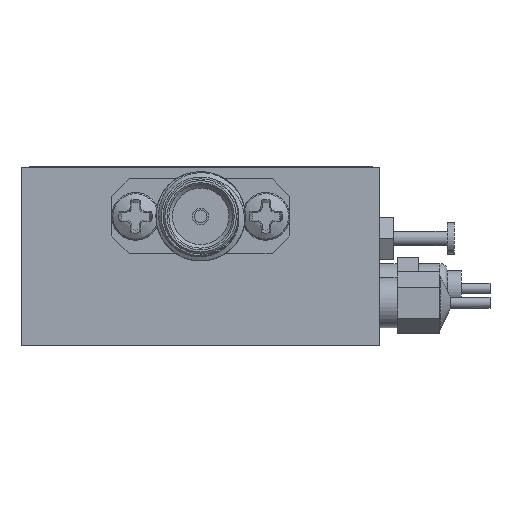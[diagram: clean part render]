
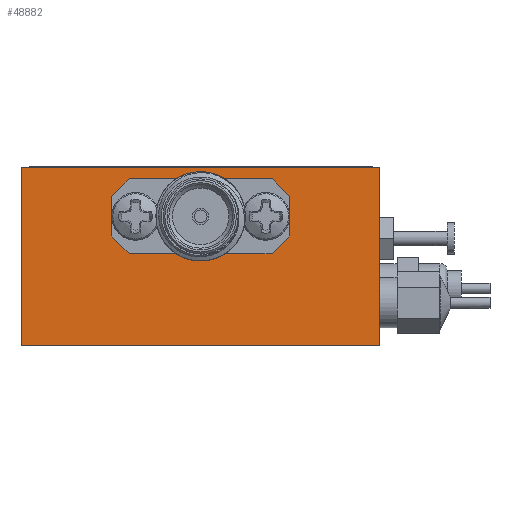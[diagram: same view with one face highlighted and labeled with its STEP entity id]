
A CAD part, left-side view. The second image highlights one B-rep face of the part: STEP entity #48882.
In plain terms, the highlighted planar face has unit normal (-1, 0, 0).
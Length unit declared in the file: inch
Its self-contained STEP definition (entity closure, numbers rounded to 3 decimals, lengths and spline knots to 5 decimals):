
#573 = VECTOR ( 'NONE', #48288, 39.37008 ) ;
#1407 = CARTESIAN_POINT ( 'NONE',  ( -0.5, -0.25, 0.167 ) ) ;
#5806 = DIRECTION ( 'NONE',  ( 0., 0., -1. ) ) ;
#6783 = VECTOR ( 'NONE', #85741, 39.37008 ) ;
#9058 = CARTESIAN_POINT ( 'NONE',  ( -0.5, -0.5, 0.25 ) ) ;
#9568 = PLANE ( 'NONE',  #12562 ) ;
#10588 = FACE_OUTER_BOUND ( 'NONE', #15214, .T. ) ;
#11916 = VECTOR ( 'NONE', #59080, 39.37008 ) ;
#12562 = AXIS2_PLACEMENT_3D ( 'NONE', #9058, #50022, #73867 ) ;
#13685 = VERTEX_POINT ( 'NONE', #85484 ) ;
#15214 = EDGE_LOOP ( 'NONE', ( #38301, #41953, #74150, #36270 ) ) ;
#16007 = VECTOR ( 'NONE', #5806, 39.37008 ) ;
#16449 = VECTOR ( 'NONE', #43821, 39.37008 ) ;
#16532 = VECTOR ( 'NONE', #55976, 39.37008 ) ;
#17092 = CARTESIAN_POINT ( 'NONE',  ( -0.5, 0.25, 0.167 ) ) ;
#20861 = LINE ( 'NONE', #29663, #102487 ) ;
#21789 = VERTEX_POINT ( 'NONE', #60231 ) ;
#22435 = CARTESIAN_POINT ( 'NONE',  ( -0.5, 0.5, 0.25 ) ) ;
#23478 = EDGE_CURVE ( 'NONE', #46065, #88543, #80328, .T. ) ;
#23492 = CARTESIAN_POINT ( 'NONE',  ( -0.5, -0.5, -0.25 ) ) ;
#26001 = ORIENTED_EDGE ( 'NONE', *, *, #39784, .T. ) ;
#26003 = VECTOR ( 'NONE', #99517, 39.37008 ) ;
#26360 = CARTESIAN_POINT ( 'NONE',  ( -0.5, -0.5, 0.25 ) ) ;
#27441 = CARTESIAN_POINT ( 'NONE',  ( -0.5, -0.25, 0.112 ) ) ;
#28108 = CARTESIAN_POINT ( 'NONE',  ( -0.5, 0.2, 0.217 ) ) ;
#28209 = EDGE_CURVE ( 'NONE', #41103, #46065, #55801, .T. ) ;
#29663 = CARTESIAN_POINT ( 'NONE',  ( -0.5, -0.5, -0.25 ) ) ;
#30023 = CARTESIAN_POINT ( 'NONE',  ( -0.5, 0.25, 0.112 ) ) ;
#30264 = CARTESIAN_POINT ( 'NONE',  ( -0.5, 0.2, 0.007 ) ) ;
#30858 = ORIENTED_EDGE ( 'NONE', *, *, #90509, .T. ) ;
#33481 = CARTESIAN_POINT ( 'NONE',  ( -0.5, 0.25, 0.167 ) ) ;
#33976 = LINE ( 'NONE', #33481, #92763 ) ;
#34295 = CARTESIAN_POINT ( 'NONE',  ( -0.5, -0.5, 0.25 ) ) ;
#34789 = CARTESIAN_POINT ( 'NONE',  ( -0.5, -0.2, 0.007 ) ) ;
#35988 = ORIENTED_EDGE ( 'NONE', *, *, #78866, .T. ) ;
#36270 = ORIENTED_EDGE ( 'NONE', *, *, #53380, .T. ) ;
#37139 = DIRECTION ( 'NONE',  ( 0., -1., 0. ) ) ;
#37647 = CARTESIAN_POINT ( 'NONE',  ( -0.5, 0., 0.217 ) ) ;
#37975 = EDGE_CURVE ( 'NONE', #70018, #84588, #91734, .T. ) ;
#38301 = ORIENTED_EDGE ( 'NONE', *, *, #83561, .T. ) ;
#38695 = VERTEX_POINT ( 'NONE', #28108 ) ;
#39784 = EDGE_CURVE ( 'NONE', #97619, #21789, #88708, .T. ) ;
#40430 = CARTESIAN_POINT ( 'NONE',  ( -0.5, -0.25, 0.057 ) ) ;
#41103 = VERTEX_POINT ( 'NONE', #98909 ) ;
#41953 = ORIENTED_EDGE ( 'NONE', *, *, #23478, .F. ) ;
#42780 = LINE ( 'NONE', #65620, #16449 ) ;
#43821 = DIRECTION ( 'NONE',  ( 0., -0.707, -0.707 ) ) ;
#46065 = VERTEX_POINT ( 'NONE', #34295 ) ;
#46339 = VERTEX_POINT ( 'NONE', #17092 ) ;
#46365 = VECTOR ( 'NONE', #37139, 39.37008 ) ;
#47322 = LINE ( 'NONE', #22435, #16007 ) ;
#47378 = ORIENTED_EDGE ( 'NONE', *, *, #91943, .T. ) ;
#48080 = ORIENTED_EDGE ( 'NONE', *, *, #37975, .T. ) ;
#48288 = DIRECTION ( 'NONE',  ( 0., 1., 0. ) ) ;
#48882 = ADVANCED_FACE ( 'NONE', ( #10588, #72352 ), #9568, .F. ) ;
#50022 = DIRECTION ( 'NONE',  ( 1., 0., 0. ) ) ;
#50526 = EDGE_LOOP ( 'NONE', ( #89954, #48080, #68629, #26001, #47378, #35988, #30858, #52693 ) ) ;
#52693 = ORIENTED_EDGE ( 'NONE', *, *, #60401, .T. ) ;
#53380 = EDGE_CURVE ( 'NONE', #41103, #13685, #47322, .T. ) ;
#53749 = DIRECTION ( 'NONE',  ( 0., -1., 0. ) ) ;
#54259 = CARTESIAN_POINT ( 'NONE',  ( -0.5, -0.5, 0.25 ) ) ;
#55801 = LINE ( 'NONE', #54259, #61183 ) ;
#55976 = DIRECTION ( 'NONE',  ( 0., 0., -1. ) ) ;
#59080 = DIRECTION ( 'NONE',  ( 0., 0., -1. ) ) ;
#60104 = CARTESIAN_POINT ( 'NONE',  ( -0.5, -0.2, 0.217 ) ) ;
#60231 = CARTESIAN_POINT ( 'NONE',  ( -0.5, 0.2, 0.007 ) ) ;
#60401 = EDGE_CURVE ( 'NONE', #38695, #62446, #76558, .T. ) ;
#61183 = VECTOR ( 'NONE', #53749, 39.37008 ) ;
#61296 = DIRECTION ( 'NONE',  ( 0., -1., 0. ) ) ;
#62446 = VERTEX_POINT ( 'NONE', #60104 ) ;
#64250 = CARTESIAN_POINT ( 'NONE',  ( -0.5, -0.25, 0.057 ) ) ;
#64346 = CARTESIAN_POINT ( 'NONE',  ( -0.5, 0., 0.007 ) ) ;
#65598 = DIRECTION ( 'NONE',  ( 0., -0.707, 0.707 ) ) ;
#65620 = CARTESIAN_POINT ( 'NONE',  ( -0.5, -0.2, 0.217 ) ) ;
#68395 = VECTOR ( 'NONE', #95897, 39.37008 ) ;
#68629 = ORIENTED_EDGE ( 'NONE', *, *, #95867, .T. ) ;
#70018 = VERTEX_POINT ( 'NONE', #1407 ) ;
#72352 = FACE_BOUND ( 'NONE', #50526, .T. ) ;
#73867 = DIRECTION ( 'NONE',  ( 0., 1., 0. ) ) ;
#74150 = ORIENTED_EDGE ( 'NONE', *, *, #28209, .F. ) ;
#76558 = LINE ( 'NONE', #37647, #46365 ) ;
#78866 = EDGE_CURVE ( 'NONE', #80379, #46339, #101049, .T. ) ;
#80328 = LINE ( 'NONE', #26360, #16532 ) ;
#80379 = VERTEX_POINT ( 'NONE', #94439 ) ;
#83561 = EDGE_CURVE ( 'NONE', #13685, #88543, #20861, .T. ) ;
#83889 = EDGE_CURVE ( 'NONE', #62446, #70018, #42780, .T. ) ;
#84588 = VERTEX_POINT ( 'NONE', #64250 ) ;
#85484 = CARTESIAN_POINT ( 'NONE',  ( -0.5, 0.5, -0.25 ) ) ;
#85741 = DIRECTION ( 'NONE',  ( 0., 0.707, 0.707 ) ) ;
#88543 = VERTEX_POINT ( 'NONE', #23492 ) ;
#88708 = LINE ( 'NONE', #64346, #573 ) ;
#89954 = ORIENTED_EDGE ( 'NONE', *, *, #83889, .T. ) ;
#90509 = EDGE_CURVE ( 'NONE', #46339, #38695, #33976, .T. ) ;
#91734 = LINE ( 'NONE', #27441, #11916 ) ;
#91943 = EDGE_CURVE ( 'NONE', #21789, #80379, #101299, .T. ) ;
#92763 = VECTOR ( 'NONE', #65598, 39.37008 ) ;
#94439 = CARTESIAN_POINT ( 'NONE',  ( -0.5, 0.25, 0.057 ) ) ;
#95867 = EDGE_CURVE ( 'NONE', #84588, #97619, #96406, .T. ) ;
#95897 = DIRECTION ( 'NONE',  ( 0., 0.707, -0.707 ) ) ;
#96406 = LINE ( 'NONE', #40430, #68395 ) ;
#97619 = VERTEX_POINT ( 'NONE', #34789 ) ;
#98909 = CARTESIAN_POINT ( 'NONE',  ( -0.5, 0.5, 0.25 ) ) ;
#99517 = DIRECTION ( 'NONE',  ( 0., 0., 1. ) ) ;
#101049 = LINE ( 'NONE', #30023, #26003 ) ;
#101299 = LINE ( 'NONE', #30264, #6783 ) ;
#102487 = VECTOR ( 'NONE', #61296, 39.37008 ) ;
